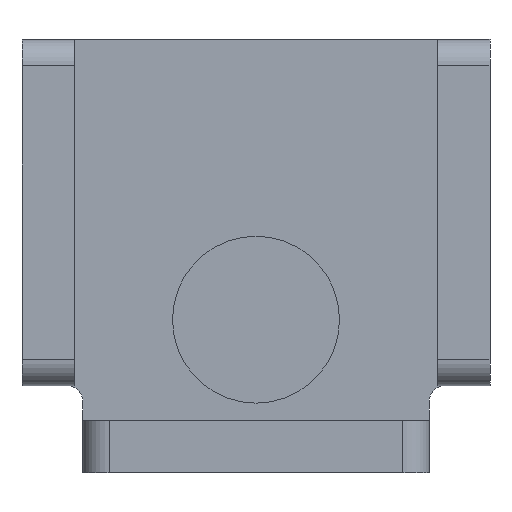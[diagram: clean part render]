
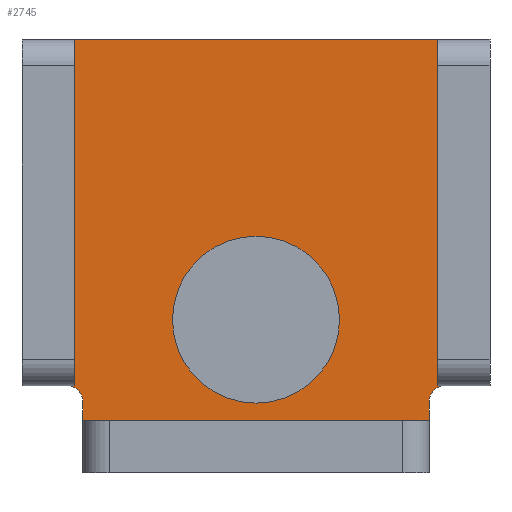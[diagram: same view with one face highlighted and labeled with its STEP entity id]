
A CAD part, front view. The second image highlights one B-rep face of the part: STEP entity #2745.
In plain terms, the highlighted planar face has unit normal (0, -1, 0).
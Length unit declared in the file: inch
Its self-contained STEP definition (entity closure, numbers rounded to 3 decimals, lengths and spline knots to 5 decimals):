
#24 = CARTESIAN_POINT ( 'NONE',  ( -0.68898, -0.35, 0.65551 ) ) ;
#32 = PLANE ( 'NONE',  #677 ) ;
#33 = DIRECTION ( 'NONE',  ( 0., 1., 0. ) ) ;
#42 = CARTESIAN_POINT ( 'NONE',  ( 0.68898, -0.35, -0.65551 ) ) ;
#159 = EDGE_CURVE ( 'NONE', #778, #1298, #2019, .T. ) ;
#188 = VERTEX_POINT ( 'NONE', #993 ) ;
#194 = EDGE_CURVE ( 'NONE', #778, #3278, #2748, .T. ) ;
#201 = EDGE_CURVE ( 'NONE', #1670, #2549, #231, .T. ) ;
#216 = EDGE_CURVE ( 'NONE', #2721, #2687, #1352, .T. ) ;
#231 = CIRCLE ( 'NONE', #2967, 0.06 ) ;
#235 = CARTESIAN_POINT ( 'NONE',  ( -0.68898, -0.35, -0.65551 ) ) ;
#237 = CARTESIAN_POINT ( 'NONE',  ( -0.68898, -0.35, -0.65551 ) ) ;
#271 = VECTOR ( 'NONE', #2614, 39.37008 ) ;
#298 = CARTESIAN_POINT ( 'NONE',  ( 0., -0.35, -0.72133 ) ) ;
#342 = CARTESIAN_POINT ( 'NONE',  ( 0.65551, -0.35, -0.7874 ) ) ;
#354 = VECTOR ( 'NONE', #500, 39.37008 ) ;
#485 = DIRECTION ( 'NONE',  ( 0., 0., 1. ) ) ;
#500 = DIRECTION ( 'NONE',  ( 0., 0., -1. ) ) ;
#524 = ORIENTED_EDGE ( 'NONE', *, *, #1829, .T. ) ;
#614 = ORIENTED_EDGE ( 'NONE', *, *, #2713, .T. ) ;
#628 = CARTESIAN_POINT ( 'NONE',  ( 0.68898, -0.35, 0.65551 ) ) ;
#674 = CARTESIAN_POINT ( 'NONE',  ( -0.65551, -0.35, 2.14171 ) ) ;
#677 = AXIS2_PLACEMENT_3D ( 'NONE', #1563, #2284, #1308 ) ;
#695 = LINE ( 'NONE', #674, #1502 ) ;
#733 = DIRECTION ( 'NONE',  ( 0., 0., -1. ) ) ;
#775 = LINE ( 'NONE', #2586, #271 ) ;
#778 = VERTEX_POINT ( 'NONE', #2086 ) ;
#851 = DIRECTION ( 'NONE',  ( -1., 0., 0. ) ) ;
#871 = EDGE_LOOP ( 'NONE', ( #2036, #2017, #3323, #2463, #2716, #614, #2966, #1442, #2268, #524 ) ) ;
#993 = CARTESIAN_POINT ( 'NONE',  ( -0.65551, -0.35, -0.7874 ) ) ;
#994 = EDGE_CURVE ( 'NONE', #1651, #2419, #2169, .T. ) ;
#1019 = EDGE_CURVE ( 'NONE', #1434, #1651, #1643, .T. ) ;
#1074 = AXIS2_PLACEMENT_3D ( 'NONE', #1473, #3021, #2260 ) ;
#1102 = CARTESIAN_POINT ( 'NONE',  ( 2.17517, -0.35, 0.65551 ) ) ;
#1298 = VERTEX_POINT ( 'NONE', #342 ) ;
#1308 = DIRECTION ( 'NONE',  ( 0., 0., 1. ) ) ;
#1352 = CIRCLE ( 'NONE', #1726, 0.31593 ) ;
#1434 = VERTEX_POINT ( 'NONE', #2094 ) ;
#1442 = ORIENTED_EDGE ( 'NONE', *, *, #201, .T. ) ;
#1473 = CARTESIAN_POINT ( 'NONE',  ( 0., -0.35, -0.4054 ) ) ;
#1479 = EDGE_CURVE ( 'NONE', #1670, #3180, #775, .T. ) ;
#1502 = VECTOR ( 'NONE', #2244, 39.37008 ) ;
#1530 = DIRECTION ( 'NONE',  ( 0., 0., 1. ) ) ;
#1547 = FACE_OUTER_BOUND ( 'NONE', #871, .T. ) ;
#1548 = DIRECTION ( 'NONE',  ( 0., 0., 1. ) ) ;
#1563 = CARTESIAN_POINT ( 'NONE',  ( 2.17517, -0.35, 0.65551 ) ) ;
#1577 = CARTESIAN_POINT ( 'NONE',  ( 0., -0.35, -0.08946 ) ) ;
#1595 = CARTESIAN_POINT ( 'NONE',  ( -0.65551, -0.35, -0.71551 ) ) ;
#1602 = CARTESIAN_POINT ( 'NONE',  ( 0.71551, -0.35, -0.65551 ) ) ;
#1643 = LINE ( 'NONE', #2670, #2312 ) ;
#1651 = VERTEX_POINT ( 'NONE', #628 ) ;
#1670 = VERTEX_POINT ( 'NONE', #2197 ) ;
#1674 = AXIS2_PLACEMENT_3D ( 'NONE', #2053, #33, #1548 ) ;
#1726 = AXIS2_PLACEMENT_3D ( 'NONE', #2790, #2083, #485 ) ;
#1755 = EDGE_CURVE ( 'NONE', #2549, #188, #695, .T. ) ;
#1829 = EDGE_CURVE ( 'NONE', #188, #1298, #3103, .T. ) ;
#1850 = CARTESIAN_POINT ( 'NONE',  ( -0.65551, -0.35, -0.7874 ) ) ;
#1894 = EDGE_CURVE ( 'NONE', #1434, #3278, #2111, .T. ) ;
#1918 = DIRECTION ( 'NONE',  ( 0., 0., 1. ) ) ;
#2017 = ORIENTED_EDGE ( 'NONE', *, *, #194, .T. ) ;
#2019 = LINE ( 'NONE', #3308, #2106 ) ;
#2036 = ORIENTED_EDGE ( 'NONE', *, *, #159, .F. ) ;
#2053 = CARTESIAN_POINT ( 'NONE',  ( 0.71551, -0.35, -0.71551 ) ) ;
#2080 = VECTOR ( 'NONE', #3118, 39.37008 ) ;
#2083 = DIRECTION ( 'NONE',  ( 0., -1., 0. ) ) ;
#2086 = CARTESIAN_POINT ( 'NONE',  ( 0.65551, -0.35, -0.71551 ) ) ;
#2094 = CARTESIAN_POINT ( 'NONE',  ( 0.68898, -0.35, -0.65551 ) ) ;
#2106 = VECTOR ( 'NONE', #733, 39.37008 ) ;
#2108 = ORIENTED_EDGE ( 'NONE', *, *, #216, .F. ) ;
#2111 = LINE ( 'NONE', #42, #2080 ) ;
#2169 = LINE ( 'NONE', #1102, #2581 ) ;
#2197 = CARTESIAN_POINT ( 'NONE',  ( -0.71551, -0.35, -0.65551 ) ) ;
#2211 = EDGE_CURVE ( 'NONE', #2687, #2721, #2456, .T. ) ;
#2244 = DIRECTION ( 'NONE',  ( 0., 0., -1. ) ) ;
#2260 = DIRECTION ( 'NONE',  ( 0., 0., 1. ) ) ;
#2268 = ORIENTED_EDGE ( 'NONE', *, *, #1755, .T. ) ;
#2284 = DIRECTION ( 'NONE',  ( 0., 1., 0. ) ) ;
#2285 = CARTESIAN_POINT ( 'NONE',  ( -0.71551, -0.35, -0.71551 ) ) ;
#2312 = VECTOR ( 'NONE', #1918, 39.37008 ) ;
#2419 = VERTEX_POINT ( 'NONE', #24 ) ;
#2456 = CIRCLE ( 'NONE', #1074, 0.31593 ) ;
#2463 = ORIENTED_EDGE ( 'NONE', *, *, #1019, .T. ) ;
#2549 = VERTEX_POINT ( 'NONE', #1595 ) ;
#2581 = VECTOR ( 'NONE', #851, 39.37008 ) ;
#2586 = CARTESIAN_POINT ( 'NONE',  ( 2.17517, -0.35, -0.65551 ) ) ;
#2614 = DIRECTION ( 'NONE',  ( 1., 0., 0. ) ) ;
#2650 = ORIENTED_EDGE ( 'NONE', *, *, #2211, .F. ) ;
#2670 = CARTESIAN_POINT ( 'NONE',  ( 0.68898, -0.35, 0.65551 ) ) ;
#2687 = VERTEX_POINT ( 'NONE', #1577 ) ;
#2713 = EDGE_CURVE ( 'NONE', #2419, #3180, #2837, .T. ) ;
#2716 = ORIENTED_EDGE ( 'NONE', *, *, #994, .T. ) ;
#2721 = VERTEX_POINT ( 'NONE', #298 ) ;
#2745 = ADVANCED_FACE ( 'NONE', ( #2802, #1547 ), #32, .F. ) ;
#2748 = CIRCLE ( 'NONE', #1674, 0.06 ) ;
#2790 = CARTESIAN_POINT ( 'NONE',  ( 0., -0.35, -0.4054 ) ) ;
#2802 = FACE_BOUND ( 'NONE', #2846, .T. ) ;
#2837 = LINE ( 'NONE', #237, #354 ) ;
#2846 = EDGE_LOOP ( 'NONE', ( #2650, #2108 ) ) ;
#2863 = DIRECTION ( 'NONE',  ( 1., 0., 0. ) ) ;
#2966 = ORIENTED_EDGE ( 'NONE', *, *, #1479, .F. ) ;
#2967 = AXIS2_PLACEMENT_3D ( 'NONE', #2285, #3049, #1530 ) ;
#3021 = DIRECTION ( 'NONE',  ( 0., -1., 0. ) ) ;
#3049 = DIRECTION ( 'NONE',  ( 0., 1., 0. ) ) ;
#3103 = LINE ( 'NONE', #1850, #3105 ) ;
#3105 = VECTOR ( 'NONE', #2863, 39.37008 ) ;
#3118 = DIRECTION ( 'NONE',  ( 1., 0., 0. ) ) ;
#3180 = VERTEX_POINT ( 'NONE', #235 ) ;
#3278 = VERTEX_POINT ( 'NONE', #1602 ) ;
#3308 = CARTESIAN_POINT ( 'NONE',  ( 0.65551, -0.35, 2.14171 ) ) ;
#3323 = ORIENTED_EDGE ( 'NONE', *, *, #1894, .F. ) ;
